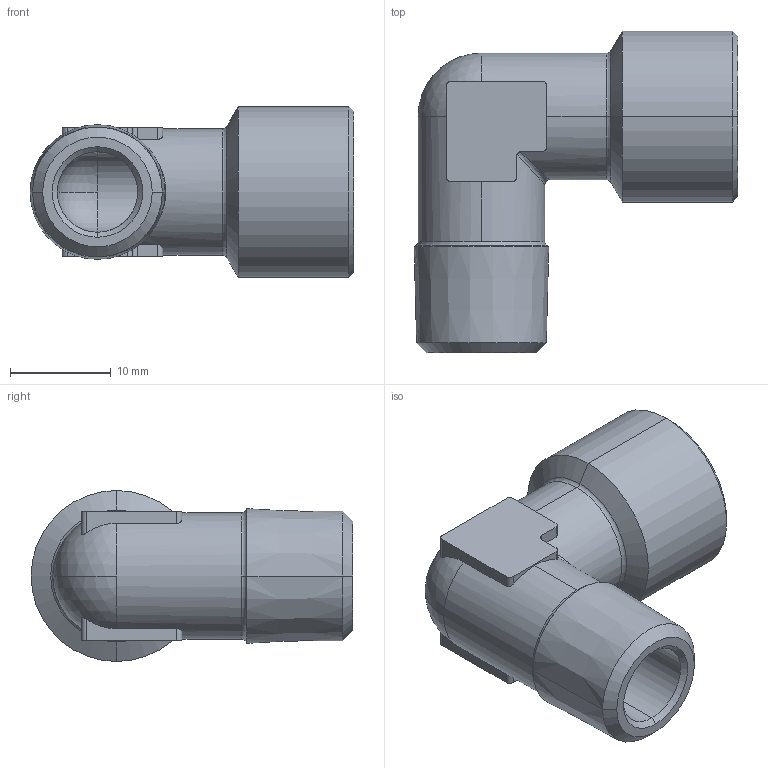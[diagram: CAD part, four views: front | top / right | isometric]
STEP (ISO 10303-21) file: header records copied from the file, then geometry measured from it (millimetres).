
FILE_DESCRIPTION (( 'STEP AP203' ), '1' );
FILE_NAME ('05120002.STEP', '2010-09-13T09:01:30', ( 'Flavio' ), ( '' ), 'SwSTEP 2.0', 'SolidWorks 2009', '' );
FILE_SCHEMA (( 'CONFIG_CONTROL_DESIGN' ));
Length unit declared in the file: millimetre
Products named in the file (1): 05120002
Bounding box: 32.2 x 32 x 17 mm (x, y, z)
Volume: 4354.8 mm3; surface area: 3734.3 mm2
Topology: 1 solids, 1 shells, 65 faces, 169 edges, 104 vertices
Faces by surface type: cylinder 24, cone 16, plane 16, torus 4, sphere 4, bspline 1
Entity records: 2289 total; most frequent: CARTESIAN_POINT 608, DIRECTION 354, ORIENTED_EDGE 334, EDGE_CURVE 167, AXIS2_PLACEMENT_3D 141, VERTEX_POINT 104, CIRCLE 76, VECTOR 72
